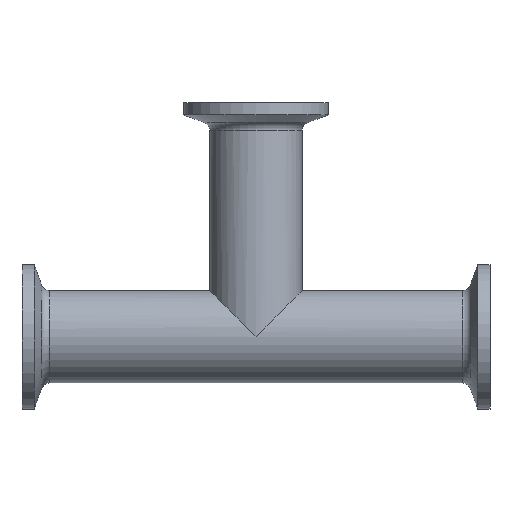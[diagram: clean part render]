
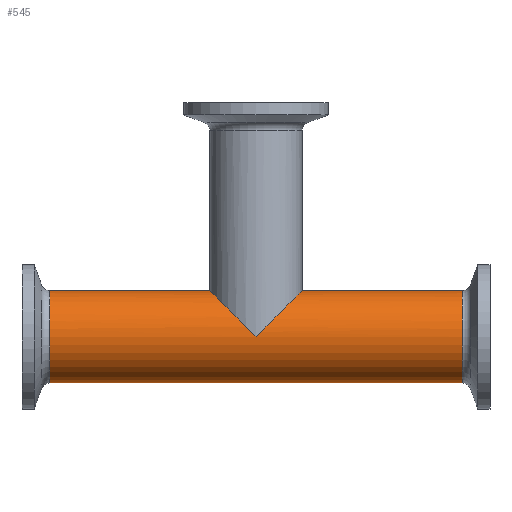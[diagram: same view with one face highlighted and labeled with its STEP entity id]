
A CAD part, front view. The second image highlights one B-rep face of the part: STEP entity #545.
In plain terms, the highlighted cylindrical face has radius 10.85 mm (diameter 21.7 mm), a full revolution.
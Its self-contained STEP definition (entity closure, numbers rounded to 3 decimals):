
#27=ELLIPSE('',#594,15.344,10.85);
#28=ELLIPSE('',#595,15.344,10.85);
#29=ELLIPSE('',#596,15.344,10.85);
#35=CYLINDRICAL_SURFACE('',#627,10.85);
#46=LINE('',#978,#64);
#47=LINE('',#979,#65);
#64=VECTOR('',#779,10.85);
#65=VECTOR('',#780,10.85);
#98=FACE_OUTER_BOUND('',#134,.T.);
#134=EDGE_LOOP('',(#415,#416,#417,#418,#419,#420,#421,#422,#423,#424,#425));
#178=CIRCLE('',#620,10.85);
#182=CIRCLE('',#624,10.85);
#184=CIRCLE('',#628,10.85);
#185=CIRCLE('',#629,10.85);
#222=VERTEX_POINT('',#917);
#223=VERTEX_POINT('',#919);
#224=VERTEX_POINT('',#921);
#236=VERTEX_POINT('',#961);
#237=VERTEX_POINT('',#962);
#241=VERTEX_POINT('',#975);
#242=VERTEX_POINT('',#976);
#278=EDGE_CURVE('',#223,#222,#27,.T.);
#279=EDGE_CURVE('',#224,#223,#28,.T.);
#280=EDGE_CURVE('',#222,#224,#29,.T.);
#298=EDGE_CURVE('',#236,#237,#178,.T.);
#302=EDGE_CURVE('',#237,#236,#182,.T.);
#305=EDGE_CURVE('',#241,#242,#184,.T.);
#306=EDGE_CURVE('',#241,#223,#46,.T.);
#307=EDGE_CURVE('',#223,#236,#47,.T.);
#308=EDGE_CURVE('',#242,#241,#185,.T.);
#415=ORIENTED_EDGE('',*,*,#305,.F.);
#416=ORIENTED_EDGE('',*,*,#306,.T.);
#417=ORIENTED_EDGE('',*,*,#307,.T.);
#418=ORIENTED_EDGE('',*,*,#302,.F.);
#419=ORIENTED_EDGE('',*,*,#298,.F.);
#420=ORIENTED_EDGE('',*,*,#307,.F.);
#421=ORIENTED_EDGE('',*,*,#278,.T.);
#422=ORIENTED_EDGE('',*,*,#280,.T.);
#423=ORIENTED_EDGE('',*,*,#279,.T.);
#424=ORIENTED_EDGE('',*,*,#306,.F.);
#425=ORIENTED_EDGE('',*,*,#308,.F.);
#545=ADVANCED_FACE('',(#98),#35,.T.);
#594=AXIS2_PLACEMENT_3D('',#920,#705,#706);
#595=AXIS2_PLACEMENT_3D('',#922,#707,#708);
#596=AXIS2_PLACEMENT_3D('',#923,#709,#710);
#620=AXIS2_PLACEMENT_3D('',#963,#760,#761);
#624=AXIS2_PLACEMENT_3D('',#969,#768,#769);
#627=AXIS2_PLACEMENT_3D('',#974,#775,#776);
#628=AXIS2_PLACEMENT_3D('',#977,#777,#778);
#629=AXIS2_PLACEMENT_3D('',#980,#781,#782);
#705=DIRECTION('center_axis',(-0.707,0.,-0.707));
#706=DIRECTION('ref_axis',(0.707,0.,-0.707));
#707=DIRECTION('center_axis',(0.707,0.,-0.707));
#708=DIRECTION('ref_axis',(0.707,0.,0.707));
#709=DIRECTION('center_axis',(-0.707,0.,-0.707));
#710=DIRECTION('ref_axis',(0.707,0.,-0.707));
#760=DIRECTION('center_axis',(-1.,0.,0.));
#761=DIRECTION('ref_axis',(0.,1.,0.));
#768=DIRECTION('center_axis',(-1.,0.,0.));
#769=DIRECTION('ref_axis',(0.,1.,0.));
#775=DIRECTION('center_axis',(1.,0.,0.));
#776=DIRECTION('ref_axis',(0.,1.,0.));
#777=DIRECTION('center_axis',(1.,0.,0.));
#778=DIRECTION('ref_axis',(0.,-1.,0.));
#779=DIRECTION('',(-1.,0.,0.));
#780=DIRECTION('',(-1.,0.,0.));
#781=DIRECTION('center_axis',(1.,0.,0.));
#782=DIRECTION('ref_axis',(0.,-1.,0.));
#917=CARTESIAN_POINT('',(-10.85,0.,10.85));
#919=CARTESIAN_POINT('',(0.,-10.85,0.));
#920=CARTESIAN_POINT('Origin',(0.,0.,0.));
#921=CARTESIAN_POINT('',(0.,10.85,0.));
#922=CARTESIAN_POINT('Origin',(0.,0.,0.));
#923=CARTESIAN_POINT('Origin',(0.,0.,0.));
#961=CARTESIAN_POINT('',(-48.511,-10.85,0.));
#962=CARTESIAN_POINT('',(-48.511,0.,-10.85));
#963=CARTESIAN_POINT('Origin',(-48.511,0.,0.));
#969=CARTESIAN_POINT('Origin',(-48.511,0.,0.));
#974=CARTESIAN_POINT('Origin',(0.,0.,0.));
#975=CARTESIAN_POINT('',(48.511,-10.85,0.));
#976=CARTESIAN_POINT('',(48.511,0.,10.85));
#977=CARTESIAN_POINT('Origin',(48.511,0.,0.));
#978=CARTESIAN_POINT('',(0.,-10.85,0.));
#979=CARTESIAN_POINT('',(0.,-10.85,0.));
#980=CARTESIAN_POINT('Origin',(48.511,0.,0.));
